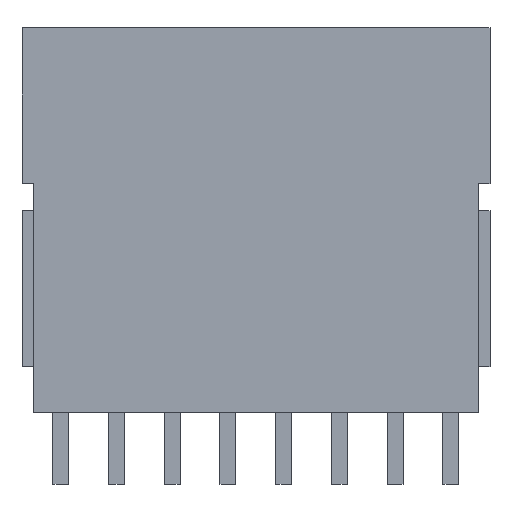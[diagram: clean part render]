
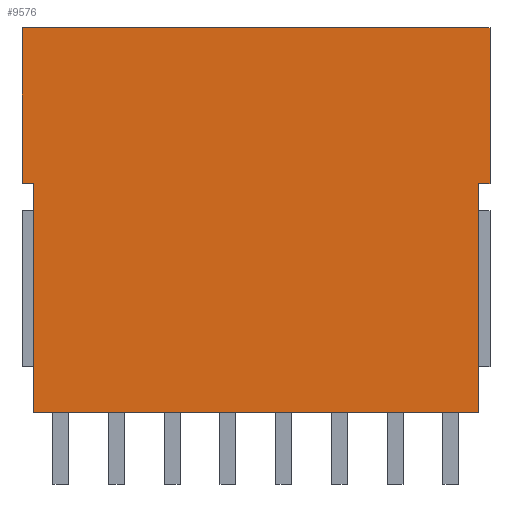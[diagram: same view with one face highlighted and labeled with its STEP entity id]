
A CAD part, front view. The second image highlights one B-rep face of the part: STEP entity #9576.
In plain terms, the highlighted planar face has unit normal (0, -1, 0).
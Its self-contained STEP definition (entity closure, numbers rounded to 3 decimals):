
#9559=AXIS2_PLACEMENT_3D('Plane Axis2P3D',#9556,#9557,#9558) ;
#3209=CARTESIAN_POINT('Line Origine',(14.7,0.,28.7)) ;
#3213=CARTESIAN_POINT('Vertex',(0.,0.,28.7)) ;
#3215=CARTESIAN_POINT('Vertex',(29.4,0.,28.7)) ;
#4433=CARTESIAN_POINT('Vertex',(29.4,0.,18.9)) ;
#4436=CARTESIAN_POINT('Line Origine',(29.4,0.,23.8)) ;
#4467=CARTESIAN_POINT('Line Origine',(0.,0.,23.8)) ;
#4471=CARTESIAN_POINT('Vertex',(0.,0.,18.9)) ;
#4648=CARTESIAN_POINT('Line Origine',(29.05,0.,18.9)) ;
#4652=CARTESIAN_POINT('Vertex',(28.7,0.,18.9)) ;
#4709=CARTESIAN_POINT('Vertex',(0.7,0.,18.9)) ;
#4712=CARTESIAN_POINT('Line Origine',(0.35,0.,18.9)) ;
#9493=CARTESIAN_POINT('Line Origine',(0.7,0.,11.7)) ;
#9497=CARTESIAN_POINT('Vertex',(0.7,0.,4.5)) ;
#9531=CARTESIAN_POINT('Vertex',(28.7,0.,4.5)) ;
#9534=CARTESIAN_POINT('Line Origine',(28.7,0.,11.7)) ;
#9556=CARTESIAN_POINT('Axis2P3D Location',(14.,0.,4.15)) ;
#9561=CARTESIAN_POINT('Line Origine',(14.7,0.,4.5)) ;
#3210=DIRECTION('Vector Direction',(1.,0.,0.)) ;
#4437=DIRECTION('Vector Direction',(0.,0.,1.)) ;
#4468=DIRECTION('Vector Direction',(0.,0.,1.)) ;
#4649=DIRECTION('Vector Direction',(1.,0.,0.)) ;
#4713=DIRECTION('Vector Direction',(1.,0.,0.)) ;
#9494=DIRECTION('Vector Direction',(0.,0.,1.)) ;
#9535=DIRECTION('Vector Direction',(0.,0.,1.)) ;
#9557=DIRECTION('Axis2P3D Direction',(0.,1.,0.)) ;
#9558=DIRECTION('Axis2P3D XDirection',(0.,0.,1.)) ;
#9562=DIRECTION('Vector Direction',(-1.,0.,0.)) ;
#3211=VECTOR('Line Direction',#3210,1.) ;
#4438=VECTOR('Line Direction',#4437,1.) ;
#4469=VECTOR('Line Direction',#4468,1.) ;
#4650=VECTOR('Line Direction',#4649,1.) ;
#4714=VECTOR('Line Direction',#4713,1.) ;
#9495=VECTOR('Line Direction',#9494,1.) ;
#9536=VECTOR('Line Direction',#9535,1.) ;
#9563=VECTOR('Line Direction',#9562,1.) ;
#9567=ORIENTED_EDGE('',*,*,#9565,.F.) ;
#9568=ORIENTED_EDGE('',*,*,#9538,.T.) ;
#9569=ORIENTED_EDGE('',*,*,#4654,.F.) ;
#9570=ORIENTED_EDGE('',*,*,#4440,.T.) ;
#9571=ORIENTED_EDGE('',*,*,#3217,.F.) ;
#9572=ORIENTED_EDGE('',*,*,#4473,.F.) ;
#9573=ORIENTED_EDGE('',*,*,#4716,.T.) ;
#9574=ORIENTED_EDGE('',*,*,#9499,.F.) ;
#9576=ADVANCED_FACE('HOUSING',(#9575),#9560,.F.) ;
#3217=EDGE_CURVE('',#3214,#3216,#3212,.T.) ;
#4440=EDGE_CURVE('',#4434,#3216,#4439,.T.) ;
#4473=EDGE_CURVE('',#4472,#3214,#4470,.T.) ;
#4654=EDGE_CURVE('',#4434,#4653,#4651,.F.) ;
#4716=EDGE_CURVE('',#4472,#4710,#4715,.T.) ;
#9499=EDGE_CURVE('',#9498,#4710,#9496,.T.) ;
#9538=EDGE_CURVE('',#9532,#4653,#9537,.T.) ;
#9565=EDGE_CURVE('',#9532,#9498,#9564,.T.) ;
#9566=EDGE_LOOP('',(#9567,#9568,#9569,#9570,#9571,#9572,#9573,#9574)) ;
#9575=FACE_OUTER_BOUND('',#9566,.T.) ;
#3212=LINE('Line',#3209,#3211) ;
#4439=LINE('Line',#4436,#4438) ;
#4470=LINE('Line',#4467,#4469) ;
#4651=LINE('Line',#4648,#4650) ;
#4715=LINE('Line',#4712,#4714) ;
#9496=LINE('Line',#9493,#9495) ;
#9537=LINE('Line',#9534,#9536) ;
#9564=LINE('Line',#9561,#9563) ;
#9560=PLANE('',#9559) ;
#3214=VERTEX_POINT('',#3213) ;
#3216=VERTEX_POINT('',#3215) ;
#4434=VERTEX_POINT('',#4433) ;
#4472=VERTEX_POINT('',#4471) ;
#4653=VERTEX_POINT('',#4652) ;
#4710=VERTEX_POINT('',#4709) ;
#9498=VERTEX_POINT('',#9497) ;
#9532=VERTEX_POINT('',#9531) ;
